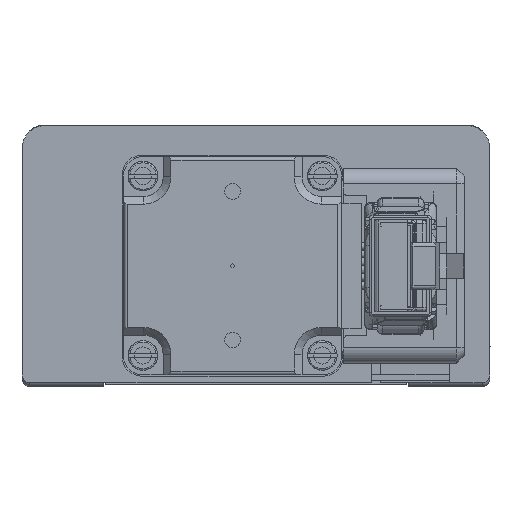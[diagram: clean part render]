
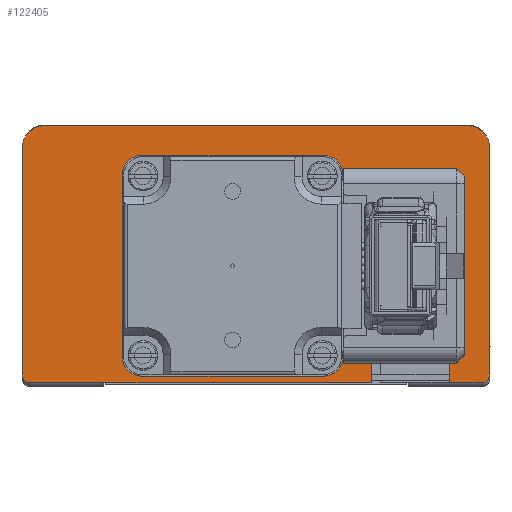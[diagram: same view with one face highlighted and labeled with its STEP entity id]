
A CAD part, front view. The second image highlights one B-rep face of the part: STEP entity #122405.
In plain terms, the highlighted face is planar.
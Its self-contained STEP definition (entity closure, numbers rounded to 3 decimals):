
#4150=LINE('',#201346,#18177);
#4153=LINE('',#201352,#18180);
#4156=LINE('',#201358,#18183);
#4254=LINE('',#201555,#18281);
#4256=LINE('',#201559,#18283);
#4257=LINE('',#201561,#18284);
#4267=LINE('',#201579,#18294);
#4290=LINE('',#201627,#18317);
#18177=VECTOR('',#169300,1000.);
#18180=VECTOR('',#169305,1000.);
#18183=VECTOR('',#169310,1000.);
#18281=VECTOR('',#169478,1000.);
#18283=VECTOR('',#169484,1000.);
#18284=VECTOR('',#169487,1000.);
#18294=VECTOR('',#169509,1000.);
#18317=VECTOR('',#169562,1000.);
#32577=ORIENTED_EDGE('',*,*,#69184,.F.);
#32578=ORIENTED_EDGE('',*,*,#69181,.F.);
#32579=ORIENTED_EDGE('',*,*,#69178,.F.);
#32580=ORIENTED_EDGE('',*,*,#69295,.F.);
#32581=ORIENTED_EDGE('',*,*,#69117,.T.);
#32582=ORIENTED_EDGE('',*,*,#69294,.F.);
#32583=ORIENTED_EDGE('',*,*,#69217,.T.);
#32584=ORIENTED_EDGE('',*,*,#69305,.F.);
#32585=ORIENTED_EDGE('',*,*,#69229,.T.);
#32586=ORIENTED_EDGE('',*,*,#69292,.F.);
#32587=ORIENTED_EDGE('',*,*,#69113,.T.);
#32588=ORIENTED_EDGE('',*,*,#69332,.F.);
#69113=EDGE_CURVE('',#87598,#87597,#99891,.T.);
#69117=EDGE_CURVE('',#87602,#87601,#99893,.T.);
#69178=EDGE_CURVE('',#87662,#87663,#4150,.T.);
#69181=EDGE_CURVE('',#87663,#87665,#4153,.T.);
#69184=EDGE_CURVE('',#87665,#87667,#4156,.T.);
#69217=EDGE_CURVE('',#87694,#87693,#99915,.T.);
#69229=EDGE_CURVE('',#87706,#87705,#99921,.T.);
#69292=EDGE_CURVE('',#87598,#87705,#4254,.T.);
#69294=EDGE_CURVE('',#87694,#87601,#4256,.T.);
#69295=EDGE_CURVE('',#87602,#87662,#4257,.T.);
#69305=EDGE_CURVE('',#87706,#87693,#4267,.T.);
#69332=EDGE_CURVE('',#87667,#87597,#4290,.T.);
#87597=VERTEX_POINT('',#201192);
#87598=VERTEX_POINT('',#201194);
#87601=VERTEX_POINT('',#201201);
#87602=VERTEX_POINT('',#201203);
#87662=VERTEX_POINT('',#201345);
#87663=VERTEX_POINT('',#201347);
#87665=VERTEX_POINT('',#201353);
#87667=VERTEX_POINT('',#201359);
#87693=VERTEX_POINT('',#201423);
#87694=VERTEX_POINT('',#201425);
#87705=VERTEX_POINT('',#201450);
#87706=VERTEX_POINT('',#201452);
#99891=CIRCLE('',#160129,1.);
#99893=CIRCLE('',#160132,1.);
#99915=CIRCLE('',#160174,3.);
#99921=CIRCLE('',#160183,3.);
#102605=EDGE_LOOP('',(#32577,#32578,#32579,#32580,#32581,#32582,#32583,
#32584,#32585,#32586,#32587,#32588));
#110220=FACE_BOUND('',#102605,.T.);
#117799=PLANE('',#160226);
#122405=ADVANCED_FACE('',(#110220),#117799,.F.);
#160129=AXIS2_PLACEMENT_3D('',#201193,#169188,#169189);
#160132=AXIS2_PLACEMENT_3D('',#201202,#169196,#169197);
#160174=AXIS2_PLACEMENT_3D('',#201424,#169356,#169357);
#160183=AXIS2_PLACEMENT_3D('',#201451,#169380,#169381);
#160226=AXIS2_PLACEMENT_3D('',#201628,#169563,#169564);
#169188=DIRECTION('',(0.,0.,1.));
#169189=DIRECTION('',(-1.,0.,0.));
#169196=DIRECTION('',(0.,0.,1.));
#169197=DIRECTION('',(-1.,0.,0.));
#169300=DIRECTION('',(0.,1.,0.));
#169305=DIRECTION('',(-1.,0.,0.));
#169310=DIRECTION('',(0.,-1.,0.));
#169356=DIRECTION('',(0.,0.,1.));
#169357=DIRECTION('',(-1.,0.,0.));
#169380=DIRECTION('',(0.,0.,1.));
#169381=DIRECTION('',(-1.,0.,0.));
#169478=DIRECTION('',(0.,1.,0.));
#169484=DIRECTION('',(0.,-1.,0.));
#169487=DIRECTION('',(-1.,0.,0.));
#169509=DIRECTION('',(1.,0.,0.));
#169562=DIRECTION('',(-1.,0.,0.));
#169563=DIRECTION('',(0.,0.,-1.));
#169564=DIRECTION('',(-1.,0.,0.));
#201192=CARTESIAN_POINT('',(-29.,0.5,333.));
#201193=CARTESIAN_POINT('',(-29.,1.5,333.));
#201194=CARTESIAN_POINT('',(-30.,1.5,333.));
#201201=CARTESIAN_POINT('',(30.,1.5,333.));
#201202=CARTESIAN_POINT('',(29.,1.5,333.));
#201203=CARTESIAN_POINT('',(29.,0.5,333.));
#201345=CARTESIAN_POINT('',(24.8,0.5,333.));
#201346=CARTESIAN_POINT('',(24.8,0.5,333.));
#201347=CARTESIAN_POINT('',(24.8,8.5,333.));
#201352=CARTESIAN_POINT('',(14.8,8.5,333.));
#201353=CARTESIAN_POINT('',(14.8,8.5,333.));
#201358=CARTESIAN_POINT('',(14.8,0.5,333.));
#201359=CARTESIAN_POINT('',(14.8,0.5,333.));
#201423=CARTESIAN_POINT('',(27.,33.5,333.));
#201424=CARTESIAN_POINT('',(27.,30.5,333.));
#201425=CARTESIAN_POINT('',(30.,30.5,333.));
#201450=CARTESIAN_POINT('',(-30.,30.5,333.));
#201451=CARTESIAN_POINT('',(-27.,30.5,333.));
#201452=CARTESIAN_POINT('',(-27.,33.5,333.));
#201555=CARTESIAN_POINT('',(-30.,0.5,333.));
#201559=CARTESIAN_POINT('',(30.,0.5,333.));
#201561=CARTESIAN_POINT('',(-30.,0.5,333.));
#201579=CARTESIAN_POINT('',(-30.,33.5,333.));
#201627=CARTESIAN_POINT('',(-30.,0.5,333.));
#201628=CARTESIAN_POINT('',(-30.,0.5,333.));
